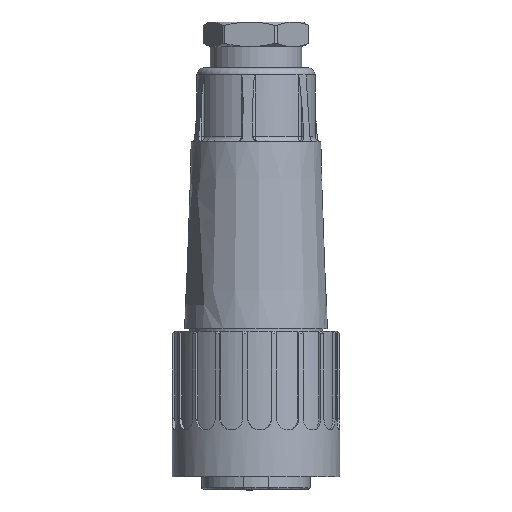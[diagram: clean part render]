
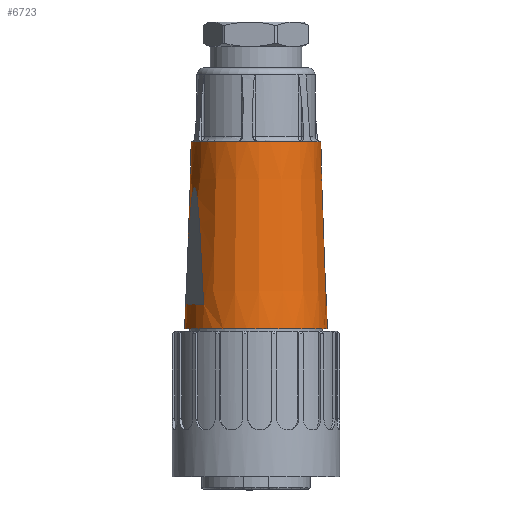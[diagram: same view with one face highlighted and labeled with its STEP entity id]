
A CAD part, left-side view. The second image highlights one B-rep face of the part: STEP entity #6723.
In plain terms, the highlighted conical face has half-angle 2 degrees and reference radius 14.5 mm.
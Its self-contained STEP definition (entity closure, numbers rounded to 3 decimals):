
#1809=CONICAL_SURFACE('',#20960,14.5,2.);
#2039=B_SPLINE_CURVE_WITH_KNOTS('',3,(#33697,#33698,#33699,#33700,#33701,
#33702,#33703,#33704,#33705,#33706,#33707,#33708,#33709,#33710,#33711,#33712,
#33713,#33714,#33715,#33716,#33717,#33718,#33719,#33720,#33721,#33722),.UNSPECIFIED.,
 .F.,.F.,(4,2,2,2,2,2,2,2,2,2,2,2,4),(0.,0.25,0.375,0.438,0.469,0.484,
0.5,0.516,0.531,0.562,0.625,
0.75,1.),.UNSPECIFIED.);
#2040=B_SPLINE_CURVE_WITH_KNOTS('',3,(#33726,#33727,#33728,#33729,#33730,
#33731,#33732,#33733,#33734,#33735,#33736,#33737,#33738,#33739,#33740,#33741,
#33742,#33743,#33744,#33745,#33746,#33747,#33748,#33749,#33750,#33751),.UNSPECIFIED.,
 .F.,.F.,(4,2,2,2,2,2,2,2,2,2,2,2,4),(0.,0.25,0.375,0.438,0.469,
0.484,0.5,0.516,0.531,
0.562,0.625,0.75,1.),.UNSPECIFIED.);
#5734=FACE_BOUND('',#9477,.T.);
#5735=FACE_BOUND('',#9478,.T.);
#5736=FACE_BOUND('',#9479,.T.);
#5737=FACE_BOUND('',#9480,.T.);
#6723=ADVANCED_FACE('',(#5734,#5735,#5736,#5737),#1809,.T.);
#9477=EDGE_LOOP('',(#14095,#14096));
#9478=EDGE_LOOP('',(#14097,#14098));
#9479=EDGE_LOOP('',(#14099));
#9480=EDGE_LOOP('',(#14100));
#14095=ORIENTED_EDGE('',*,*,#18436,.F.);
#14096=ORIENTED_EDGE('',*,*,#18437,.F.);
#14097=ORIENTED_EDGE('',*,*,#18438,.F.);
#14098=ORIENTED_EDGE('',*,*,#18439,.F.);
#14099=ORIENTED_EDGE('',*,*,#18421,.T.);
#14100=ORIENTED_EDGE('',*,*,#18435,.F.);
#16061=VERTEX_POINT('',#33654);
#16075=VERTEX_POINT('',#33695);
#16076=VERTEX_POINT('',#33723);
#16077=VERTEX_POINT('',#33724);
#16078=VERTEX_POINT('',#33752);
#16079=VERTEX_POINT('',#33753);
#18421=EDGE_CURVE('',#16061,#16061,#19285,.T.);
#18435=EDGE_CURVE('',#16075,#16075,#19299,.T.);
#18436=EDGE_CURVE('',#16076,#16077,#2039,.T.);
#18437=EDGE_CURVE('',#16077,#16076,#19300,.T.);
#18438=EDGE_CURVE('',#16078,#16079,#2040,.T.);
#18439=EDGE_CURVE('',#16079,#16078,#19301,.T.);
#19285=CIRCLE('',#20929,13.173);
#19299=CIRCLE('',#20956,14.5);
#19300=CIRCLE('',#20958,14.325);
#19301=CIRCLE('',#20959,14.325);
#20929=AXIS2_PLACEMENT_3D('',#33653,#25518,#25519);
#20956=AXIS2_PLACEMENT_3D('',#33694,#25572,#25573);
#20958=AXIS2_PLACEMENT_3D('',#33725,#25576,#25577);
#20959=AXIS2_PLACEMENT_3D('',#33754,#25578,#25579);
#20960=AXIS2_PLACEMENT_3D('',#33755,#25580,#25581);
#25518=DIRECTION('',(-1.,0.,0.));
#25519=DIRECTION('',(0.,0.,1.));
#25572=DIRECTION('',(-1.,0.,0.));
#25573=DIRECTION('',(0.,0.,1.));
#25576=DIRECTION('',(1.,0.,0.));
#25577=DIRECTION('',(0.,0.,1.));
#25578=DIRECTION('',(1.,0.,0.));
#25579=DIRECTION('',(0.,0.,1.));
#25580=DIRECTION('',(-1.,0.,0.));
#25581=DIRECTION('',(0.,0.,1.));
#33653=CARTESIAN_POINT('',(0.006,32.086,0.));
#33654=CARTESIAN_POINT('',(0.006,32.086,13.173));
#33694=CARTESIAN_POINT('',(-37.994,32.086,0.));
#33695=CARTESIAN_POINT('',(-37.994,32.086,14.5));
#33697=CARTESIAN_POINT('',(-32.994,18.586,-4.792));
#33698=CARTESIAN_POINT('',(-28.913,18.586,-4.366));
#33699=CARTESIAN_POINT('',(-24.836,18.586,-3.901));
#33700=CARTESIAN_POINT('',(-18.748,18.586,-3.007));
#33701=CARTESIAN_POINT('',(-16.721,18.586,-2.68));
#33702=CARTESIAN_POINT('',(-13.711,18.586,-2.043));
#33703=CARTESIAN_POINT('',(-12.711,18.586,-1.808));
#33704=CARTESIAN_POINT('',(-11.244,18.586,-1.344));
#33705=CARTESIAN_POINT('',(-10.758,18.586,-1.173));
#33706=CARTESIAN_POINT('',(-10.07,18.586,-0.828));
#33707=CARTESIAN_POINT('',(-9.846,18.586,-0.7));
#33708=CARTESIAN_POINT('',(-9.463,18.586,-0.358));
#33709=CARTESIAN_POINT('',(-9.304,18.586,-0.103));
#33710=CARTESIAN_POINT('',(-9.453,18.586,0.389));
#33711=CARTESIAN_POINT('',(-9.671,18.586,0.562));
#33712=CARTESIAN_POINT('',(-10.097,18.586,0.848));
#33713=CARTESIAN_POINT('',(-10.324,18.586,0.961));
#33714=CARTESIAN_POINT('',(-11.019,18.586,1.27));
#33715=CARTESIAN_POINT('',(-11.503,18.586,1.432));
#33716=CARTESIAN_POINT('',(-12.961,18.586,1.87));
#33717=CARTESIAN_POINT('',(-13.948,18.586,2.097));
#33718=CARTESIAN_POINT('',(-16.923,18.586,2.714));
#33719=CARTESIAN_POINT('',(-18.927,18.586,3.036));
#33720=CARTESIAN_POINT('',(-24.941,18.586,3.913));
#33721=CARTESIAN_POINT('',(-28.965,18.586,4.372));
#33722=CARTESIAN_POINT('',(-32.994,18.586,4.792));
#33723=CARTESIAN_POINT('',(-32.994,18.586,-4.792));
#33724=CARTESIAN_POINT('',(-32.994,18.586,4.792));
#33725=CARTESIAN_POINT('',(-32.994,32.086,0.));
#33726=CARTESIAN_POINT('',(-32.994,45.586,4.792));
#33727=CARTESIAN_POINT('',(-28.913,45.586,4.366));
#33728=CARTESIAN_POINT('',(-24.836,45.586,3.901));
#33729=CARTESIAN_POINT('',(-18.748,45.586,3.007));
#33730=CARTESIAN_POINT('',(-16.721,45.586,2.68));
#33731=CARTESIAN_POINT('',(-13.711,45.586,2.043));
#33732=CARTESIAN_POINT('',(-12.711,45.586,1.808));
#33733=CARTESIAN_POINT('',(-11.244,45.586,1.344));
#33734=CARTESIAN_POINT('',(-10.758,45.586,1.173));
#33735=CARTESIAN_POINT('',(-10.07,45.586,0.828));
#33736=CARTESIAN_POINT('',(-9.846,45.586,0.7));
#33737=CARTESIAN_POINT('',(-9.463,45.586,0.358));
#33738=CARTESIAN_POINT('',(-9.304,45.586,0.103));
#33739=CARTESIAN_POINT('',(-9.453,45.586,-0.389));
#33740=CARTESIAN_POINT('',(-9.671,45.586,-0.562));
#33741=CARTESIAN_POINT('',(-10.097,45.586,-0.848));
#33742=CARTESIAN_POINT('',(-10.324,45.586,-0.961));
#33743=CARTESIAN_POINT('',(-11.019,45.586,-1.27));
#33744=CARTESIAN_POINT('',(-11.503,45.586,-1.432));
#33745=CARTESIAN_POINT('',(-12.961,45.586,-1.87));
#33746=CARTESIAN_POINT('',(-13.948,45.586,-2.097));
#33747=CARTESIAN_POINT('',(-16.923,45.586,-2.714));
#33748=CARTESIAN_POINT('',(-18.927,45.586,-3.036));
#33749=CARTESIAN_POINT('',(-24.941,45.586,-3.913));
#33750=CARTESIAN_POINT('',(-28.965,45.586,-4.372));
#33751=CARTESIAN_POINT('',(-32.994,45.586,-4.792));
#33752=CARTESIAN_POINT('',(-32.994,45.586,4.792));
#33753=CARTESIAN_POINT('',(-32.994,45.586,-4.792));
#33754=CARTESIAN_POINT('',(-32.994,32.086,0.));
#33755=CARTESIAN_POINT('',(-37.994,32.086,0.));
